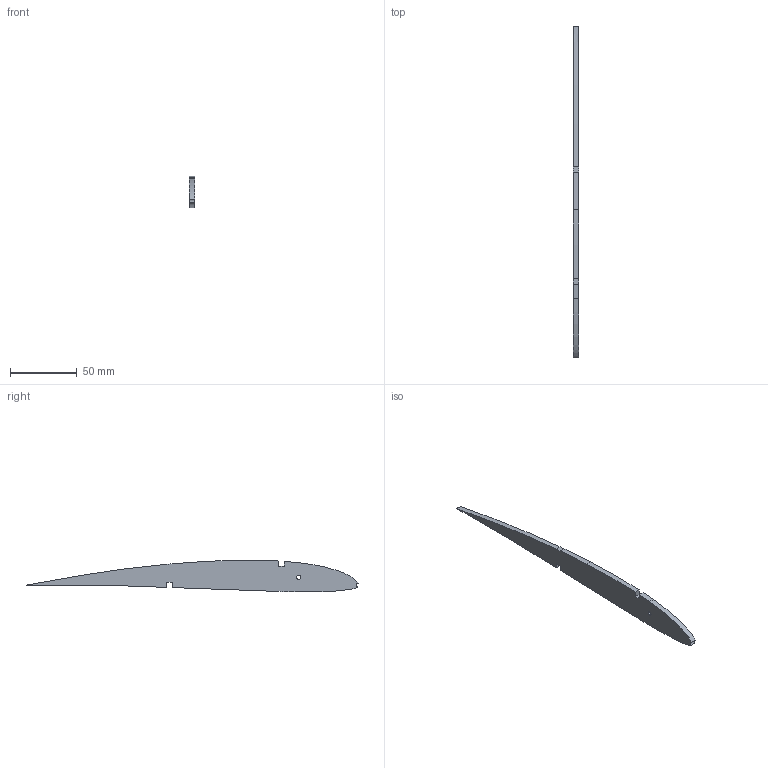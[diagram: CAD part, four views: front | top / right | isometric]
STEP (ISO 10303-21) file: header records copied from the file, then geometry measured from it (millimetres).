
FILE_DESCRIPTION(/* description */ ('STEP AP242'),/* implementation_level */ '2;1');
FILE_NAME(/* name */ 'airfoil.step',/* time_stamp */ '2026-01-05T22:01:36+05:30',/* author */ (''),/* organization */ (''),/* preprocessor_version */ 'ST-DEVELOPER v20.1',/* originating_system */ 'Autodesk Translation Framework v14.21.0.0',/* authorisation */ '');
FILE_SCHEMA (('AUTOMOTIVE_DESIGN { 1 0 10303 214 3 1 1 }'));
Length unit declared in the file: metre
Products named in the file (1): Part 2
Bounding box: 4 x 249.57 x 23.81 mm (x, y, z)
Volume: 15065.1 mm3; surface area: 9666.3 mm2
Topology: 1 solids, 1 shells, 23 faces, 63 edges, 42 vertices
Faces by surface type: plane 9, bspline 9, cylinder 5
Full cylindrical faces by diameter (mm): 3.1 x1
Entity records: 953 total; most frequent: CARTESIAN_POINT 368, ORIENTED_EDGE 126, DIRECTION 89, EDGE_CURVE 63, VERTEX_POINT 42, LINE 35, VECTOR 35, AXIS2_PLACEMENT_3D 27
